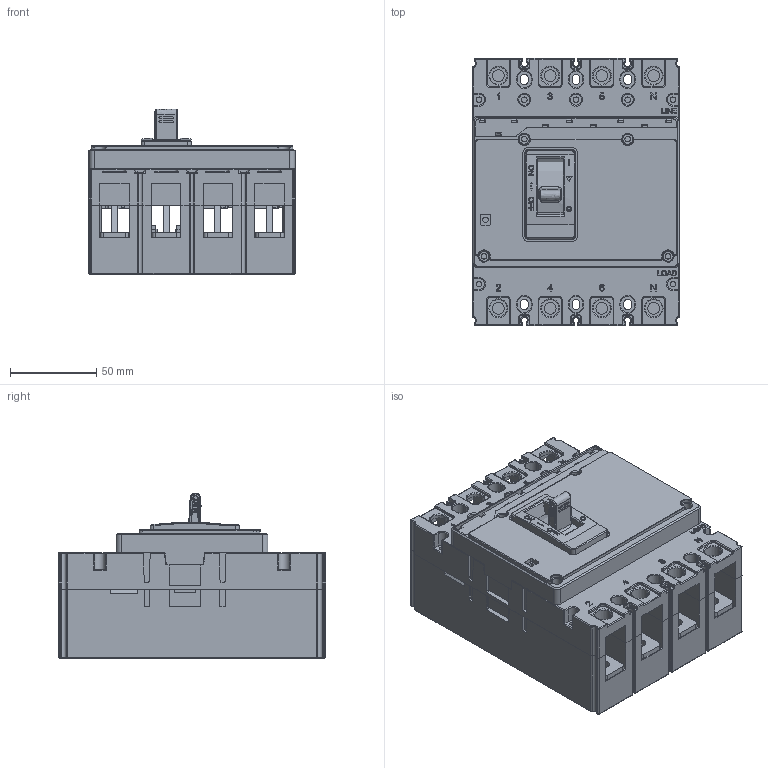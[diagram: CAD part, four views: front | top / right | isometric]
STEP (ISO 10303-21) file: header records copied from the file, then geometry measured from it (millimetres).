
FILE_DESCRIPTION(/* description */ (''),/* implementation_level */ '2;1');
FILE_NAME(/* name */ 'NXM-160S 4P.stp',/* time_stamp */ '2020-03-14T13:17:37+08:00',/* author */ (''),/* organization */ (''),/* preprocessor_version */ 'ST-DEVELOPER v11',/* originating_system */ 'SIEMENS PLM Software NX 7.5',/* authorisation */ '');
FILE_SCHEMA (('AUTOMOTIVE_DESIGN { 1 0 10303 214 1 1 1 1 }'));
Products named in the file (1): wyduCFBB5pn7
Bounding box: 120 x 155 x 96.16 mm (x, y, z)
Volume: 468466 mm3; surface area: 305425.6 mm2
Topology: 12 solids, 14 shells, 5408 faces, 14787 edges, 9448 vertices
Faces by surface type: plane 3420, cylinder 1390, extrusion 179, torus 157, sphere 156, cone 61, bspline 45
Full cylindrical faces by diameter (mm): 2.9 x4, 3 x10, 3.2 x12, 3.5 x15, 4 x12, 4.5 x1, 5.2 x4, 5.3 x2, 5.5 x2, 5.8 x4, 6 x3, 6.2 x4, 6.5 x5, 6.8 x8, 8.5 x2, 9 x4, 10 x20, 13.5 x8
Entity records: 177180 total; most frequent: CARTESIAN_POINT 41221, ORIENTED_EDGE 28750, DIRECTION 27139, EDGE_CURVE 14375, VECTOR 10689, LINE 10510, VERTEX_POINT 9351, AXIS2_PLACEMENT_3D 8225
